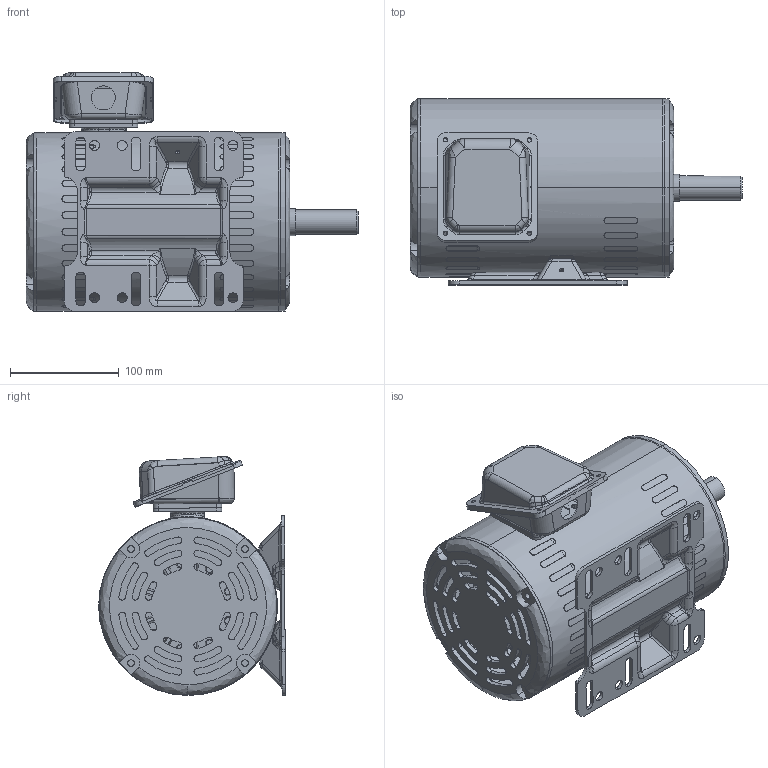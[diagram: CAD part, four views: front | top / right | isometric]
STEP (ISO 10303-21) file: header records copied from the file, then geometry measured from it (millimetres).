
FILE_DESCRIPTION (( 'STEP AP214' ), '1' );
FILE_NAME ('ODP-143(5)T ext 2Eb NEW Coord.STEP', '2020-06-17T20:26:03', ( '' ), ( '' ), 'SwSTEP 2.0', 'SolidWorks 2017', '' );
FILE_SCHEMA (( 'AUTOMOTIVE_DESIGN' ));
Length unit declared in the file: inch
Products named in the file (1): ODP-143(5)T ext 2Eb NEW Coord
Bounding box: 304.65 x 171.38 x 219.23 mm (x, y, z)
Volume: 4225009.9 mm3; surface area: 378265.7 mm2
Topology: 2 solids, 2 shells, 1428 faces, 3711 edges, 2358 vertices
Faces by surface type: cylinder 717, plane 398, bspline 242, cone 71
Entity records: 57223 total; most frequent: CARTESIAN_POINT 23462, ORIENTED_EDGE 7390, DIRECTION 6614, EDGE_CURVE 3695, AXIS2_PLACEMENT_3D 2526, VERTEX_POINT 2358, EDGE_LOOP 1633, LINE 1562
